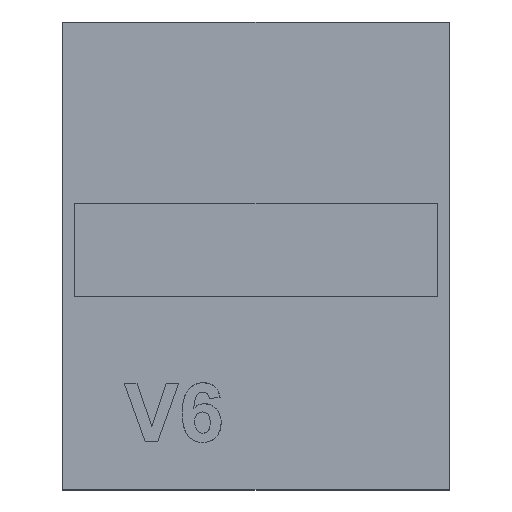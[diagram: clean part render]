
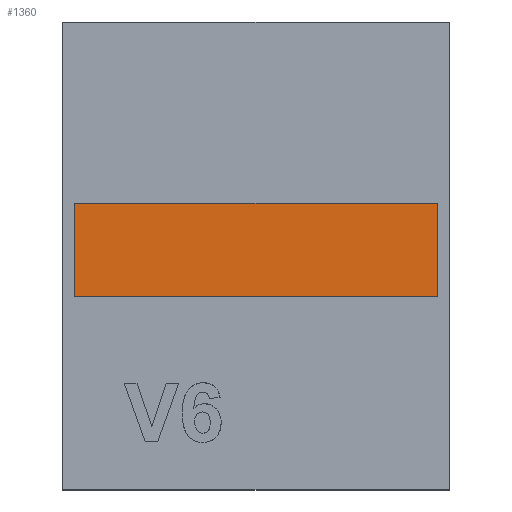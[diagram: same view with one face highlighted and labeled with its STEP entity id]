
A CAD part, top view. The second image highlights one B-rep face of the part: STEP entity #1360.
In plain terms, the highlighted planar face has unit normal (0, 0, 1).
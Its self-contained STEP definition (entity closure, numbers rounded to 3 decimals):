
#568 = VERTEX_POINT('',#569);
#569 = CARTESIAN_POINT('',(-13.5,-32.,0.6));
#575 = EDGE_CURVE('',#568,#576,#578,.T.);
#576 = VERTEX_POINT('',#577);
#577 = CARTESIAN_POINT('',(15.5,-32.,0.6));
#578 = LINE('',#579,#580);
#579 = CARTESIAN_POINT('',(-15.5,-32.,0.6));
#580 = VECTOR('',#581,1.);
#581 = DIRECTION('',(1.,0.,0.));
#1239 = VERTEX_POINT('',#1240);
#1240 = CARTESIAN_POINT('',(-15.5,-32.,0.6));
#1246 = EDGE_CURVE('',#1239,#568,#1247,.T.);
#1247 = LINE('',#1248,#1249);
#1248 = CARTESIAN_POINT('',(-15.5,-32.,0.6));
#1249 = VECTOR('',#1250,1.);
#1250 = DIRECTION('',(1.,0.,0.));
#1274 = VERTEX_POINT('',#1275);
#1275 = CARTESIAN_POINT('',(-15.5,-24.,0.6));
#1281 = EDGE_CURVE('',#1274,#1239,#1282,.T.);
#1282 = LINE('',#1283,#1284);
#1283 = CARTESIAN_POINT('',(-15.5,-24.,0.6));
#1284 = VECTOR('',#1285,1.);
#1285 = DIRECTION('',(0.,-1.,0.));
#1299 = EDGE_CURVE('',#576,#1300,#1302,.T.);
#1300 = VERTEX_POINT('',#1301);
#1301 = CARTESIAN_POINT('',(15.5,-24.,0.6));
#1302 = LINE('',#1303,#1304);
#1303 = CARTESIAN_POINT('',(15.5,-32.,0.6));
#1304 = VECTOR('',#1305,1.);
#1305 = DIRECTION('',(0.,1.,0.));
#1323 = EDGE_CURVE('',#1300,#1274,#1324,.T.);
#1324 = LINE('',#1325,#1326);
#1325 = CARTESIAN_POINT('',(15.5,-24.,0.6));
#1326 = VECTOR('',#1327,1.);
#1327 = DIRECTION('',(-1.,0.,0.));
#1360 = ADVANCED_FACE('',(#1361),#1368,.T.);
#1361 = FACE_BOUND('',#1362,.T.);
#1362 = EDGE_LOOP('',(#1363,#1364,#1365,#1366,#1367));
#1363 = ORIENTED_EDGE('',*,*,#1246,.T.);
#1364 = ORIENTED_EDGE('',*,*,#575,.T.);
#1365 = ORIENTED_EDGE('',*,*,#1299,.T.);
#1366 = ORIENTED_EDGE('',*,*,#1323,.T.);
#1367 = ORIENTED_EDGE('',*,*,#1281,.T.);
#1368 = PLANE('',#1369);
#1369 = AXIS2_PLACEMENT_3D('',#1370,#1371,#1372);
#1370 = CARTESIAN_POINT('',(0.,-28.,0.6));
#1371 = DIRECTION('',(0.,0.,1.));
#1372 = DIRECTION('',(1.,0.,0.));
